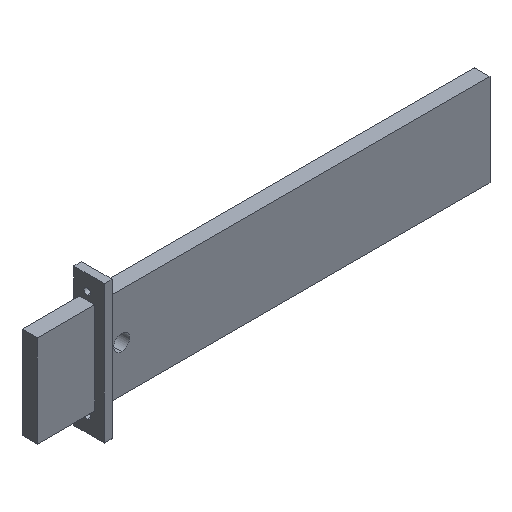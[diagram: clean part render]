
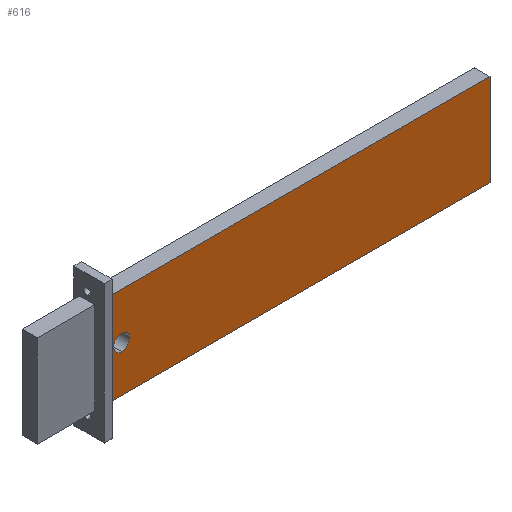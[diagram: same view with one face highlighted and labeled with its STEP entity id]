
A CAD part, isometric view. The second image highlights one B-rep face of the part: STEP entity #616.
In plain terms, the highlighted planar face has unit normal (0, -1, 0).
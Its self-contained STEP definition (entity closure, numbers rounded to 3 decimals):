
#9 = EDGE_LOOP ( 'NONE', ( #364, #698, #594, #150 ) ) ;
#22 = EDGE_LOOP ( 'NONE', ( #642, #278 ) ) ;
#29 = DIRECTION ( 'NONE',  ( 0., 0., -1. ) ) ;
#34 = CIRCLE ( 'NONE', #95, 2.075 ) ;
#55 = VECTOR ( 'NONE', #29, 1000. ) ;
#65 = LINE ( 'NONE', #470, #395 ) ;
#69 = CIRCLE ( 'NONE', #332, 2.075 ) ;
#95 = AXIS2_PLACEMENT_3D ( 'NONE', #502, #500, #200 ) ;
#114 = DIRECTION ( 'NONE',  ( 0., 0., 1. ) ) ;
#124 = EDGE_CURVE ( 'NONE', #668, #305, #511, .T. ) ;
#150 = ORIENTED_EDGE ( 'NONE', *, *, #613, .T. ) ;
#155 = CARTESIAN_POINT ( 'NONE',  ( 7., -5.5, 0. ) ) ;
#160 = DIRECTION ( 'NONE',  ( 0., 0., 1. ) ) ;
#170 = DIRECTION ( 'NONE',  ( 0., -1., 0. ) ) ;
#200 = DIRECTION ( 'NONE',  ( 0., 0., 1. ) ) ;
#211 = FACE_OUTER_BOUND ( 'NONE', #9, .T. ) ;
#227 = CARTESIAN_POINT ( 'NONE',  ( 103., -5.5, 12. ) ) ;
#248 = DIRECTION ( 'NONE',  ( 0., 0., -1. ) ) ;
#272 = VERTEX_POINT ( 'NONE', #634 ) ;
#276 = LINE ( 'NONE', #227, #679 ) ;
#278 = ORIENTED_EDGE ( 'NONE', *, *, #484, .F. ) ;
#298 = EDGE_CURVE ( 'NONE', #272, #668, #65, .T. ) ;
#304 = CARTESIAN_POINT ( 'NONE',  ( 2., -5.5, -12. ) ) ;
#305 = VERTEX_POINT ( 'NONE', #304 ) ;
#317 = LINE ( 'NONE', #552, #55 ) ;
#323 = AXIS2_PLACEMENT_3D ( 'NONE', #389, #510, #114 ) ;
#332 = AXIS2_PLACEMENT_3D ( 'NONE', #155, #170, #160 ) ;
#364 = ORIENTED_EDGE ( 'NONE', *, *, #413, .T. ) ;
#388 = VECTOR ( 'NONE', #522, 1000. ) ;
#389 = CARTESIAN_POINT ( 'NONE',  ( 103., -5.5, 12. ) ) ;
#395 = VECTOR ( 'NONE', #248, 1000. ) ;
#404 = PLANE ( 'NONE',  #323 ) ;
#405 = CARTESIAN_POINT ( 'NONE',  ( 103., -5.5, -12. ) ) ;
#413 = EDGE_CURVE ( 'NONE', #553, #305, #317, .T. ) ;
#462 = CARTESIAN_POINT ( 'NONE',  ( 2., -5.5, 12. ) ) ;
#470 = CARTESIAN_POINT ( 'NONE',  ( 103., -5.5, 12. ) ) ;
#484 = EDGE_CURVE ( 'NONE', #520, #516, #34, .T. ) ;
#500 = DIRECTION ( 'NONE',  ( 0., -1., 0. ) ) ;
#502 = CARTESIAN_POINT ( 'NONE',  ( 7., -5.5, 0. ) ) ;
#506 = FACE_BOUND ( 'NONE', #22, .T. ) ;
#508 = EDGE_CURVE ( 'NONE', #516, #520, #69, .T. ) ;
#510 = DIRECTION ( 'NONE',  ( 0., 1., 0. ) ) ;
#511 = LINE ( 'NONE', #405, #388 ) ;
#514 = CARTESIAN_POINT ( 'NONE',  ( 7., -5.5, 2.075 ) ) ;
#516 = VERTEX_POINT ( 'NONE', #514 ) ;
#520 = VERTEX_POINT ( 'NONE', #617 ) ;
#522 = DIRECTION ( 'NONE',  ( -1., 0., 0. ) ) ;
#552 = CARTESIAN_POINT ( 'NONE',  ( 2., -5.5, 12. ) ) ;
#553 = VERTEX_POINT ( 'NONE', #462 ) ;
#594 = ORIENTED_EDGE ( 'NONE', *, *, #298, .F. ) ;
#613 = EDGE_CURVE ( 'NONE', #272, #553, #276, .T. ) ;
#616 = ADVANCED_FACE ( 'NONE', ( #506, #211 ), #404, .F. ) ;
#617 = CARTESIAN_POINT ( 'NONE',  ( 7., -5.5, -2.075 ) ) ;
#634 = CARTESIAN_POINT ( 'NONE',  ( 103., -5.5, 12. ) ) ;
#642 = ORIENTED_EDGE ( 'NONE', *, *, #508, .F. ) ;
#643 = CARTESIAN_POINT ( 'NONE',  ( 103., -5.5, -12. ) ) ;
#668 = VERTEX_POINT ( 'NONE', #643 ) ;
#679 = VECTOR ( 'NONE', #684, 1000. ) ;
#684 = DIRECTION ( 'NONE',  ( -1., 0., 0. ) ) ;
#698 = ORIENTED_EDGE ( 'NONE', *, *, #124, .F. ) ;
